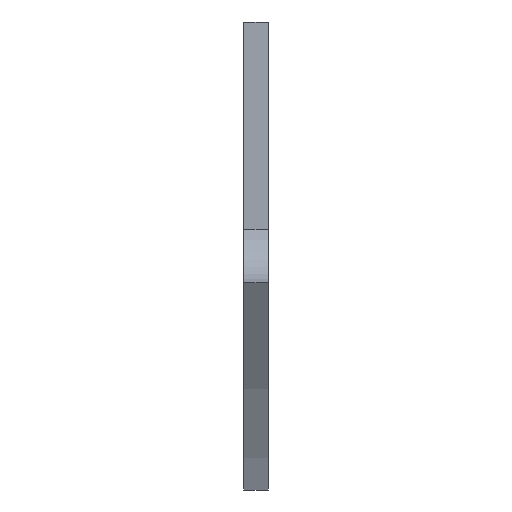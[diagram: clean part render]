
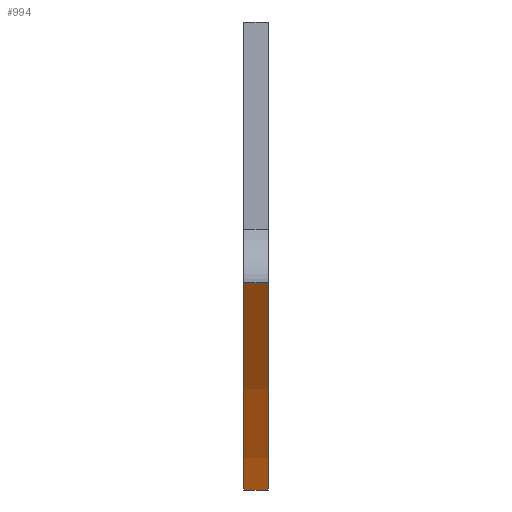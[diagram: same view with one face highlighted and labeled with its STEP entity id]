
A CAD part, front view. The second image highlights one B-rep face of the part: STEP entity #994.
In plain terms, the highlighted cylindrical face has radius 3677.88 mm (diameter 7355.75 mm), a partial arc.
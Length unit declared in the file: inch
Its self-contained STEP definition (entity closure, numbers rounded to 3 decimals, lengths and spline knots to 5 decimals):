
#101=FACE_OUTER_BOUND('',#163,.T.);
#163=EDGE_LOOP('',(#896,#897,#898,#899));
#182=CIRCLE('',#1017,144.79831);
#193=CIRCLE('',#1031,144.79831);
#304=LINE('',#1625,#414);
#305=LINE('',#1627,#415);
#414=VECTOR('',#1327,0.3937);
#415=VECTOR('',#1330,0.3937);
#453=VERTEX_POINT('',#1420);
#454=VERTEX_POINT('',#1422);
#492=VERTEX_POINT('',#1505);
#493=VERTEX_POINT('',#1507);
#550=EDGE_CURVE('',#453,#454,#182,.F.);
#593=EDGE_CURVE('',#492,#493,#193,.T.);
#650=EDGE_CURVE('',#453,#493,#304,.T.);
#651=EDGE_CURVE('',#454,#492,#305,.T.);
#896=ORIENTED_EDGE('',*,*,#650,.T.);
#897=ORIENTED_EDGE('',*,*,#593,.F.);
#898=ORIENTED_EDGE('',*,*,#651,.F.);
#899=ORIENTED_EDGE('',*,*,#550,.F.);
#952=CYLINDRICAL_SURFACE('',#1076,144.79831);
#994=ADVANCED_FACE('',(#101),#952,.T.);
#1017=AXIS2_PLACEMENT_3D('',#1423,#1131,#1132);
#1031=AXIS2_PLACEMENT_3D('',#1508,#1191,#1192);
#1076=AXIS2_PLACEMENT_3D('',#1626,#1328,#1329);
#1131=DIRECTION('center_axis',(1.,0.,0.));
#1132=DIRECTION('ref_axis',(0.,-0.298,-0.954));
#1191=DIRECTION('center_axis',(1.,0.,0.));
#1192=DIRECTION('ref_axis',(0.,-0.298,-0.954));
#1327=DIRECTION('',(1.,0.,0.));
#1328=DIRECTION('center_axis',(1.,0.,0.));
#1329=DIRECTION('ref_axis',(0.,-0.298,-0.954));
#1330=DIRECTION('',(1.,0.,0.));
#1420=CARTESIAN_POINT('',(-0.38,96.6287,-11.95769));
#1422=CARTESIAN_POINT('',(-0.38,6.49512,-13.1884));
#1423=CARTESIAN_POINT('Origin',(-0.38,49.68318,125.0192));
#1505=CARTESIAN_POINT('',(0.38,6.49512,-13.1884));
#1507=CARTESIAN_POINT('',(0.38,96.6287,-11.95769));
#1508=CARTESIAN_POINT('Origin',(0.38,49.68318,125.0192));
#1625=CARTESIAN_POINT('',(0.,96.6287,-11.95769));
#1626=CARTESIAN_POINT('Origin',(0.,49.68318,125.0192));
#1627=CARTESIAN_POINT('',(0.,6.49512,-13.1884));
